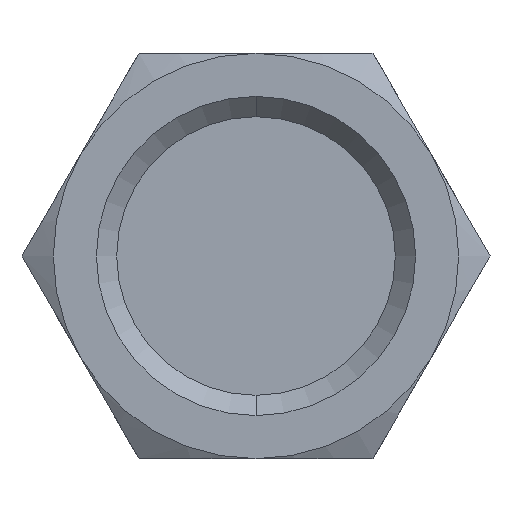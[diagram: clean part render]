
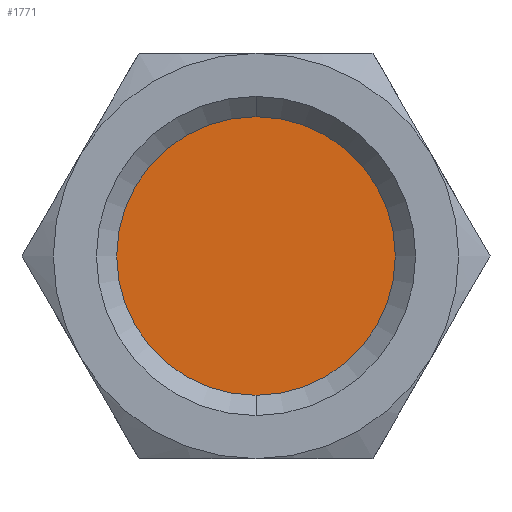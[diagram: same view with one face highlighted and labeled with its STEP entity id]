
A CAD part, front view. The second image highlights one B-rep face of the part: STEP entity #1771.
In plain terms, the highlighted planar face has unit normal (0, -1, 0).
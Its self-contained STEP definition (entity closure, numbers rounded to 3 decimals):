
#54 = CIRCLE ( 'NONE', #3222, 8.25 ) ;
#151 = DIRECTION ( 'NONE',  ( 0., -1., 0. ) ) ;
#192 = DIRECTION ( 'NONE',  ( 0., 0., -1. ) ) ;
#623 = EDGE_CURVE ( 'NONE', #2814, #1442, #2763, .T. ) ;
#1106 = DIRECTION ( 'NONE',  ( 0., 0., -1. ) ) ;
#1184 = DIRECTION ( 'NONE',  ( 0., -1., 0. ) ) ;
#1255 = CARTESIAN_POINT ( 'NONE',  ( 0., 12., 8.25 ) ) ;
#1442 = VERTEX_POINT ( 'NONE', #2826 ) ;
#1551 = ORIENTED_EDGE ( 'NONE', *, *, #2657, .T. ) ;
#1611 = DIRECTION ( 'NONE',  ( 0., -1., 0. ) ) ;
#1771 = ADVANCED_FACE ( 'NONE', ( #2631 ), #1874, .T. ) ;
#1874 = PLANE ( 'NONE',  #1918 ) ;
#1918 = AXIS2_PLACEMENT_3D ( 'NONE', #3227, #1611, #1106 ) ;
#1951 = AXIS2_PLACEMENT_3D ( 'NONE', #2835, #1184, #192 ) ;
#2534 = CARTESIAN_POINT ( 'NONE',  ( 0., 12., 0. ) ) ;
#2631 = FACE_OUTER_BOUND ( 'NONE', #2930, .T. ) ;
#2657 = EDGE_CURVE ( 'NONE', #1442, #2814, #54, .T. ) ;
#2763 = CIRCLE ( 'NONE', #1951, 8.25 ) ;
#2814 = VERTEX_POINT ( 'NONE', #1255 ) ;
#2826 = CARTESIAN_POINT ( 'NONE',  ( 0., 12., -8.25 ) ) ;
#2835 = CARTESIAN_POINT ( 'NONE',  ( 0., 12., 0. ) ) ;
#2930 = EDGE_LOOP ( 'NONE', ( #1551, #3231 ) ) ;
#3222 = AXIS2_PLACEMENT_3D ( 'NONE', #2534, #151, #3312 ) ;
#3227 = CARTESIAN_POINT ( 'NONE',  ( 0., 12., 0. ) ) ;
#3231 = ORIENTED_EDGE ( 'NONE', *, *, #623, .T. ) ;
#3312 = DIRECTION ( 'NONE',  ( 0., 0., -1. ) ) ;
